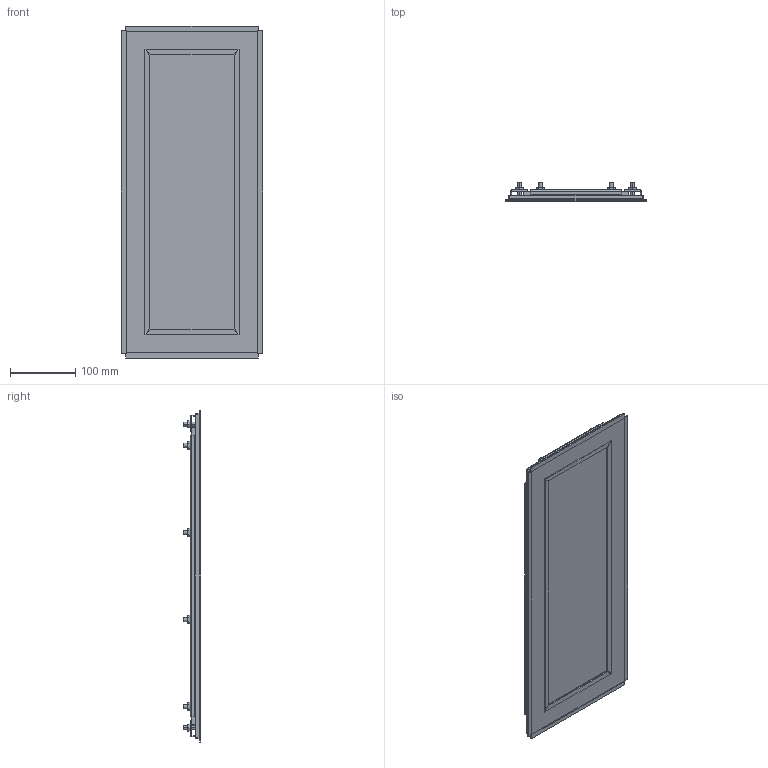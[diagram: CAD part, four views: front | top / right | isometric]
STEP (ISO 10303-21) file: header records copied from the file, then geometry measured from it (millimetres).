
FILE_DESCRIPTION (( 'STEP AP203' ), '1' );
FILE_NAME ('1481WN41705_Default.step', '2019-11-12T17:56:02', ( '' ), ( '' ), 'SwSTEP 2.0', 'SolidWorks 2019', '' );
FILE_SCHEMA (( 'CONFIG_CONTROL_DESIGN' ));
Length unit declared in the file: inch
Products named in the file (1): 1481WN41705_Default
Bounding box: 216.53 x 27.23 x 508.63 mm (x, y, z)
Volume: 746106.6 mm3; surface area: 472355.2 mm2
Topology: 31 solids, 31 shells, 530 faces, 1164 edges, 708 vertices
Faces by surface type: plane 246, cone 156, cylinder 120, bspline 8
Entity records: 15179 total; most frequent: CARTESIAN_POINT 3755, ORIENTED_EDGE 2328, DIRECTION 2286, EDGE_CURVE 1164, AXIS2_PLACEMENT_3D 903, VERTEX_POINT 708, EDGE_LOOP 594, ADVANCED_FACE 530
